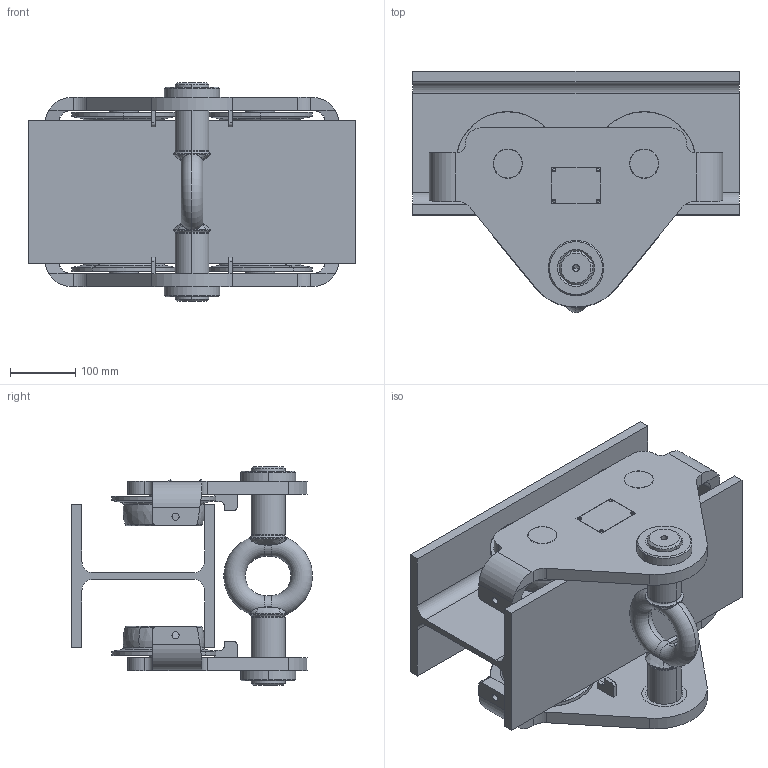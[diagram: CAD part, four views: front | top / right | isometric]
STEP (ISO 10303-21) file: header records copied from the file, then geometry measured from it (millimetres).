
FILE_DESCRIPTION (( 'STEP AP214' ), '1' );
FILE_NAME ('HTP-A 5,0t.STEP', '2018-02-07T13:00:25', ( '' ), ( '' ), 'SwSTEP 2.0', 'SolidWorks 2015', '' );
FILE_SCHEMA (( 'AUTOMOTIVE_DESIGN' ));
Length unit declared in the file: millimetre
Products named in the file (1): HTP-A 5,0t
Bounding box: 500 x 369.5 x 335 mm (x, y, z)
Volume: 11042712.6 mm3; surface area: 1566480.8 mm2
Topology: 39 solids, 39 shells, 862 faces, 2032 edges, 1274 vertices
Faces by surface type: cylinder 364, plane 246, cone 120, torus 104, sphere 16, bspline 12
Entity records: 35310 total; most frequent: CARTESIAN_POINT 4825, DIRECTION 4742, ORIENTED_EDGE 3984, EDGE_CURVE 1992, AXIS2_PLACEMENT_3D 1959, VERTEX_POINT 1262, CIRCLE 1108, EDGE_LOOP 1006
